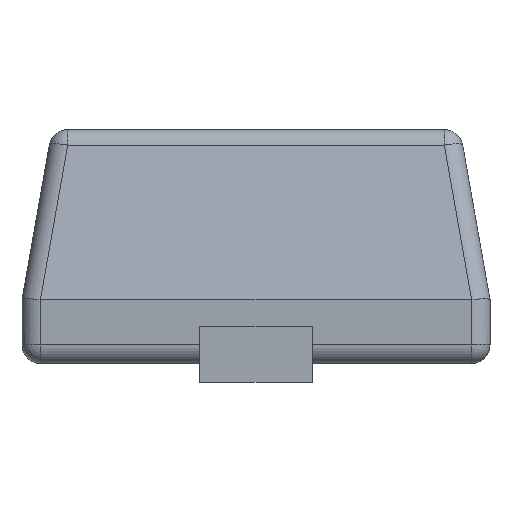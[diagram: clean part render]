
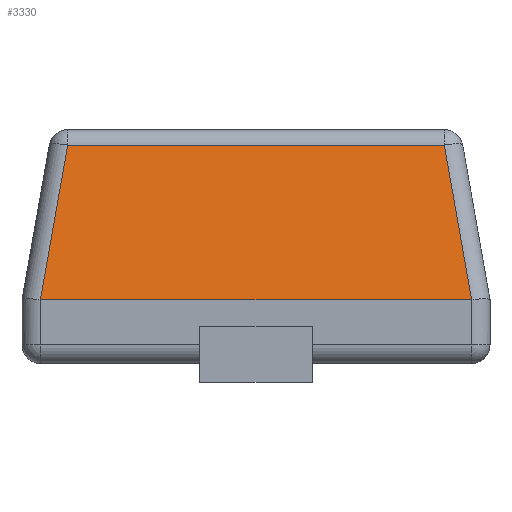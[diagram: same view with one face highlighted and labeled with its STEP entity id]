
A CAD part, front view. The second image highlights one B-rep face of the part: STEP entity #3330.
In plain terms, the highlighted planar face has unit normal (0, -0.985, 0.174).
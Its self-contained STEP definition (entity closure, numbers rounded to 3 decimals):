
#19=ELLIPSE('',#3500,0.288,0.05);
#24=ELLIPSE('',#3532,0.288,0.05);
#248=FACE_OUTER_BOUND('',#427,.T.);
#427=EDGE_LOOP('',(#2793,#2794,#2795,#2796,#2797,#2798));
#791=LINE('',#5170,#1194);
#793=LINE('',#5173,#1196);
#801=LINE('',#5194,#1204);
#812=LINE('',#5218,#1215);
#1194=VECTOR('',#4249,1.006);
#1196=VECTOR('',#4253,0.425);
#1204=VECTOR('',#4281,0.425);
#1215=VECTOR('',#4308,1.15);
#1496=VERTEX_POINT('',#5132);
#1499=VERTEX_POINT('',#5138);
#1500=VERTEX_POINT('',#5142);
#1509=VERTEX_POINT('',#5166);
#1512=VERTEX_POINT('',#5193);
#1515=VERTEX_POINT('',#5204);
#1906=EDGE_CURVE('',#1499,#1496,#19,.T.);
#1921=EDGE_CURVE('',#1500,#1509,#791,.T.);
#1923=EDGE_CURVE('',#1509,#1499,#793,.T.);
#1934=EDGE_CURVE('',#1512,#1500,#801,.T.);
#1941=EDGE_CURVE('',#1515,#1512,#24,.T.);
#1948=EDGE_CURVE('',#1515,#1496,#812,.T.);
#2793=ORIENTED_EDGE('',*,*,#1941,.F.);
#2794=ORIENTED_EDGE('',*,*,#1948,.T.);
#2795=ORIENTED_EDGE('',*,*,#1906,.F.);
#2796=ORIENTED_EDGE('',*,*,#1923,.F.);
#2797=ORIENTED_EDGE('',*,*,#1921,.F.);
#2798=ORIENTED_EDGE('',*,*,#1934,.F.);
#3007=PLANE('',#3541);
#3330=ADVANCED_FACE('',(#248),#3007,.T.);
#3500=AXIS2_PLACEMENT_3D('',#5140,#4211,#4212);
#3532=AXIS2_PLACEMENT_3D('',#5206,#4293,#4294);
#3541=AXIS2_PLACEMENT_3D('',#5239,#4327,#4328);
#4211=DIRECTION('center_axis',(0.,0.985,-0.174));
#4212=DIRECTION('ref_axis',(0.,-0.174,-0.985));
#4249=DIRECTION('',(1.,0.,0.));
#4253=DIRECTION('',(0.171,-0.171,-0.97));
#4281=DIRECTION('',(0.171,0.171,0.97));
#4293=DIRECTION('center_axis',(0.,0.985,-0.174));
#4294=DIRECTION('ref_axis',(0.,-0.174,-0.985));
#4308=DIRECTION('',(1.,0.,0.));
#4327=DIRECTION('center_axis',(0.,-0.985,0.174));
#4328=DIRECTION('ref_axis',(0.,-0.174,-0.985));
#5132=CARTESIAN_POINT('',(0.575,-0.85,0.221));
#5138=CARTESIAN_POINT('',(0.576,-0.85,0.221));
#5140=CARTESIAN_POINT('Origin',(0.575,-0.8,0.505));
#5142=CARTESIAN_POINT('',(-0.503,-0.777,0.634));
#5166=CARTESIAN_POINT('',(0.503,-0.777,0.634));
#5170=CARTESIAN_POINT('',(0.,-0.777,0.634));
#5173=CARTESIAN_POINT('',(0.511,-0.785,0.591));
#5193=CARTESIAN_POINT('',(-0.576,-0.85,0.221));
#5194=CARTESIAN_POINT('',(-0.511,-0.785,0.591));
#5204=CARTESIAN_POINT('',(-0.575,-0.85,0.221));
#5206=CARTESIAN_POINT('Origin',(-0.575,-0.8,0.505));
#5218=CARTESIAN_POINT('',(0.,-0.85,0.221));
#5239=CARTESIAN_POINT('Origin',(0.,-0.81,0.448));
